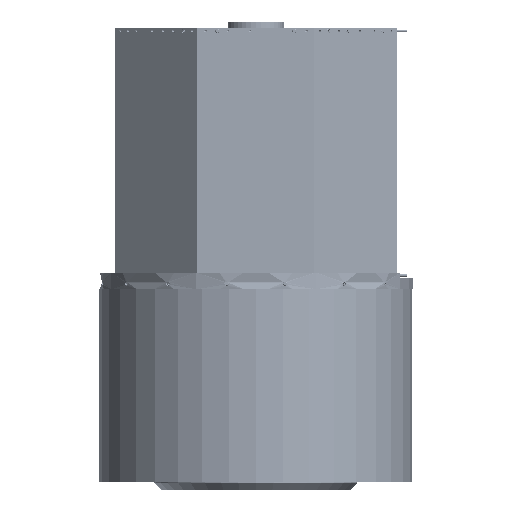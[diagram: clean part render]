
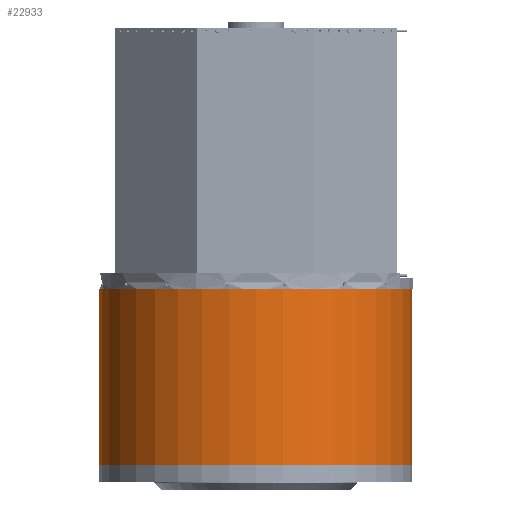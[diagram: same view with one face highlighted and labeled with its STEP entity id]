
A CAD part, left-side view. The second image highlights one B-rep face of the part: STEP entity #22933.
In plain terms, the highlighted cylindrical face has radius 2852.42 mm (diameter 5704.84 mm), a partial arc.
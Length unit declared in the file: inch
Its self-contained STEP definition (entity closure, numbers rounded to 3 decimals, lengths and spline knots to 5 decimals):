
#6855=FACE_OUTER_BOUND('',#43147,.T.);
#13959=LINE('',#140706,#16925);
#13965=LINE('',#140722,#16931);
#16925=VECTOR('',#110004,1.);
#16931=VECTOR('',#110018,1.);
#22933=ADVANCED_FACE('',(#6855),#24477,.T.);
#24477=CYLINDRICAL_SURFACE('',#89293,112.3);
#43147=EDGE_LOOP('',(#59358,#59359,#59360,#59361));
#59358=ORIENTED_EDGE('',*,*,#76228,.F.);
#59359=ORIENTED_EDGE('',*,*,#76227,.F.);
#59360=ORIENTED_EDGE('',*,*,#76229,.T.);
#59361=ORIENTED_EDGE('',*,*,#76219,.T.);
#67833=VERTEX_POINT('',#140704);
#67835=VERTEX_POINT('',#140707);
#67839=VERTEX_POINT('',#140719);
#67840=VERTEX_POINT('',#140721);
#76219=EDGE_CURVE('',#67835,#67833,#13959,.T.);
#76227=EDGE_CURVE('',#67840,#67839,#13965,.T.);
#76228=EDGE_CURVE('',#67839,#67833,#81167,.T.);
#76229=EDGE_CURVE('',#67840,#67835,#81168,.T.);
#81167=CIRCLE('',#89291,112.3);
#81168=CIRCLE('',#89292,112.3);
#89291=AXIS2_PLACEMENT_3D('',#140724,#110021,#110022);
#89292=AXIS2_PLACEMENT_3D('',#140725,#110023,#110024);
#89293=AXIS2_PLACEMENT_3D('',#140726,#110025,#110026);
#110004=DIRECTION('',(0.,0.,1.));
#110018=DIRECTION('',(0.,0.,1.));
#110021=DIRECTION('',(0.,0.,1.));
#110022=DIRECTION('',(1.,0.,0.));
#110023=DIRECTION('',(0.,0.,1.));
#110024=DIRECTION('',(1.,0.,0.));
#110025=DIRECTION('',(0.,0.,1.));
#110026=DIRECTION('',(1.,0.,0.));
#140704=CARTESIAN_POINT('',(0.,-112.3,0.));
#140706=CARTESIAN_POINT('',(0.,-112.3,-126.126));
#140707=CARTESIAN_POINT('',(0.,-112.3,-126.126));
#140719=CARTESIAN_POINT('',(0.,112.3,0.));
#140721=CARTESIAN_POINT('',(0.,112.3,-126.126));
#140722=CARTESIAN_POINT('',(0.,112.3,-126.126));
#140724=CARTESIAN_POINT('',(0.,0.,0.));
#140725=CARTESIAN_POINT('',(0.,0.,-126.126));
#140726=CARTESIAN_POINT('',(0.,0.,-126.126));
